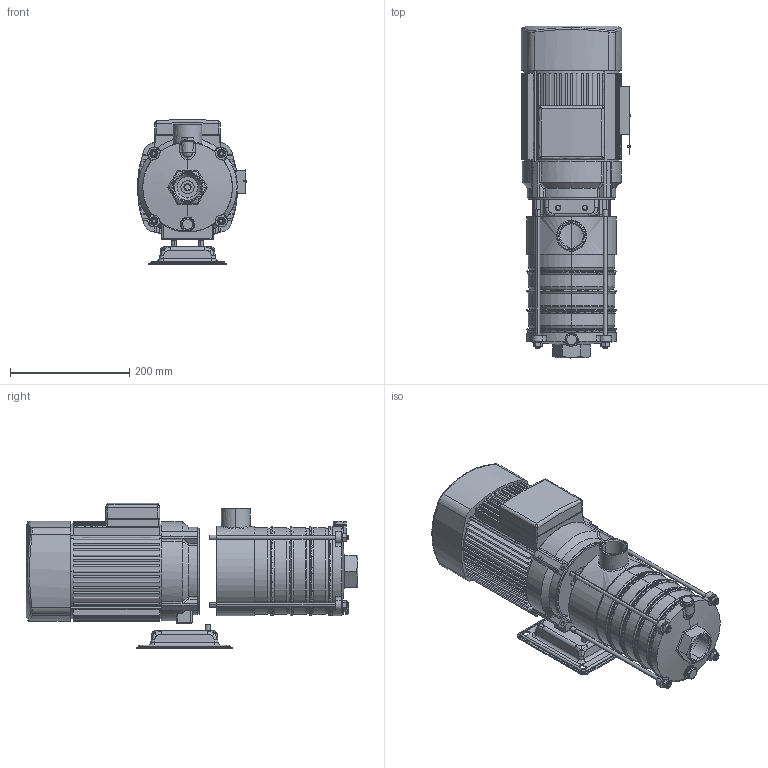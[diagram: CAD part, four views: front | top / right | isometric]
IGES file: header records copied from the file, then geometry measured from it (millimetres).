
Global section: file name: 015P2369 (RMHI 12-5R); native system: AutoCAD 2019 — Русский (Russian),62HAutod; preprocessor: esk Translation Framework DWG producer (atf_dwg_producer); organization: unknown; date: 20240415.170652; units: millimetre
Bounding box: 182.89 x 556 x 244 mm (x, y, z)
Volume: 6951742.1 mm3; surface area: 827331.2 mm2
Topology: 66 solids, 70 shells, 2172 faces, 5794 edges, 3934 vertices
Faces by surface type: bspline 2116, revolution 56
